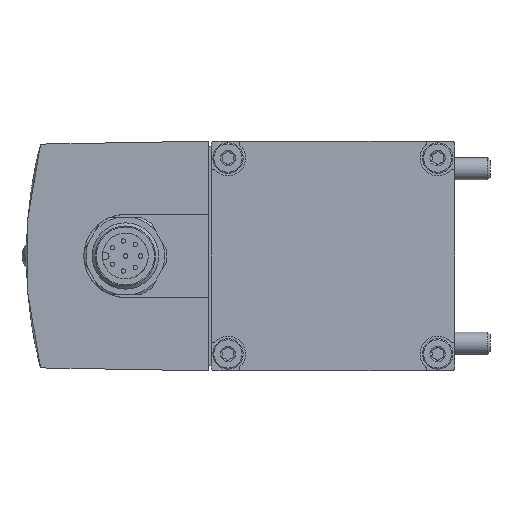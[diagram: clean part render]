
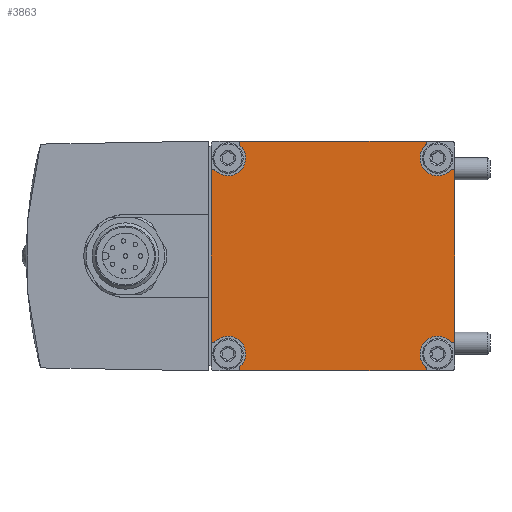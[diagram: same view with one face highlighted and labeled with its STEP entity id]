
A CAD part, left-side view. The second image highlights one B-rep face of the part: STEP entity #3863.
In plain terms, the highlighted planar face has unit normal (-1, 0, 0).
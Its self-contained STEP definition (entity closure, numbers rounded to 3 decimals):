
#257=CIRCLE('',#4176,0.4);
#258=CIRCLE('',#4177,3.2);
#259=CIRCLE('',#4178,0.4);
#260=CIRCLE('',#4179,0.4);
#261=CIRCLE('',#4180,3.2);
#262=CIRCLE('',#4181,0.4);
#263=CIRCLE('',#4182,0.4);
#264=CIRCLE('',#4183,3.2);
#265=CIRCLE('',#4184,0.4);
#266=CIRCLE('',#4185,0.4);
#267=CIRCLE('',#4186,3.2);
#268=CIRCLE('',#4187,0.4);
#521=ORIENTED_EDGE('',*,*,#1622,.F.);
#522=ORIENTED_EDGE('',*,*,#1625,.F.);
#523=ORIENTED_EDGE('',*,*,#1626,.T.);
#524=ORIENTED_EDGE('',*,*,#1627,.F.);
#525=ORIENTED_EDGE('',*,*,#1628,.F.);
#526=ORIENTED_EDGE('',*,*,#1629,.F.);
#527=ORIENTED_EDGE('',*,*,#1630,.T.);
#528=ORIENTED_EDGE('',*,*,#1631,.F.);
#529=ORIENTED_EDGE('',*,*,#1632,.F.);
#530=ORIENTED_EDGE('',*,*,#1633,.F.);
#531=ORIENTED_EDGE('',*,*,#1634,.T.);
#532=ORIENTED_EDGE('',*,*,#1635,.F.);
#533=ORIENTED_EDGE('',*,*,#1636,.F.);
#534=ORIENTED_EDGE('',*,*,#1637,.F.);
#535=ORIENTED_EDGE('',*,*,#1638,.T.);
#536=ORIENTED_EDGE('',*,*,#1639,.F.);
#1622=EDGE_CURVE('',#2158,#2159,#2487,.T.);
#1625=EDGE_CURVE('',#2161,#2158,#257,.T.);
#1626=EDGE_CURVE('',#2161,#2162,#258,.T.);
#1627=EDGE_CURVE('',#2163,#2162,#259,.T.);
#1628=EDGE_CURVE('',#2164,#2163,#2490,.T.);
#1629=EDGE_CURVE('',#2165,#2164,#260,.T.);
#1630=EDGE_CURVE('',#2165,#2166,#261,.T.);
#1631=EDGE_CURVE('',#2167,#2166,#262,.T.);
#1632=EDGE_CURVE('',#2168,#2167,#2491,.T.);
#1633=EDGE_CURVE('',#2169,#2168,#263,.T.);
#1634=EDGE_CURVE('',#2169,#2170,#264,.T.);
#1635=EDGE_CURVE('',#2171,#2170,#265,.T.);
#1636=EDGE_CURVE('',#2172,#2171,#2492,.T.);
#1637=EDGE_CURVE('',#2173,#2172,#266,.T.);
#1638=EDGE_CURVE('',#2173,#2174,#267,.T.);
#1639=EDGE_CURVE('',#2159,#2174,#268,.T.);
#2158=VERTEX_POINT('',#6144);
#2159=VERTEX_POINT('',#6146);
#2161=VERTEX_POINT('',#6152);
#2162=VERTEX_POINT('',#6154);
#2163=VERTEX_POINT('',#6156);
#2164=VERTEX_POINT('',#6158);
#2165=VERTEX_POINT('',#6160);
#2166=VERTEX_POINT('',#6162);
#2167=VERTEX_POINT('',#6164);
#2168=VERTEX_POINT('',#6166);
#2169=VERTEX_POINT('',#6168);
#2170=VERTEX_POINT('',#6170);
#2171=VERTEX_POINT('',#6172);
#2172=VERTEX_POINT('',#6174);
#2173=VERTEX_POINT('',#6176);
#2174=VERTEX_POINT('',#6178);
#2487=LINE('',#6145,#2768);
#2490=LINE('',#6157,#2771);
#2491=LINE('',#6165,#2772);
#2492=LINE('',#6173,#2773);
#2768=VECTOR('',#4742,1000.);
#2771=VECTOR('',#4753,1000.);
#2772=VECTOR('',#4760,1000.);
#2773=VECTOR('',#4767,1000.);
#3058=EDGE_LOOP('',(#521,#522,#523,#524,#525,#526,#527,#528,#529,#530,#531,
#532,#533,#534,#535,#536));
#3405=FACE_BOUND('',#3058,.T.);
#3723=PLANE('',#4175);
#3863=ADVANCED_FACE('',(#3405),#3723,.F.);
#4175=AXIS2_PLACEMENT_3D('',#6150,#4745,#4746);
#4176=AXIS2_PLACEMENT_3D('',#6151,#4747,#4748);
#4177=AXIS2_PLACEMENT_3D('',#6153,#4749,#4750);
#4178=AXIS2_PLACEMENT_3D('',#6155,#4751,#4752);
#4179=AXIS2_PLACEMENT_3D('',#6159,#4754,#4755);
#4180=AXIS2_PLACEMENT_3D('',#6161,#4756,#4757);
#4181=AXIS2_PLACEMENT_3D('',#6163,#4758,#4759);
#4182=AXIS2_PLACEMENT_3D('',#6167,#4761,#4762);
#4183=AXIS2_PLACEMENT_3D('',#6169,#4763,#4764);
#4184=AXIS2_PLACEMENT_3D('',#6171,#4765,#4766);
#4185=AXIS2_PLACEMENT_3D('',#6175,#4768,#4769);
#4186=AXIS2_PLACEMENT_3D('',#6177,#4770,#4771);
#4187=AXIS2_PLACEMENT_3D('',#6179,#4772,#4773);
#4742=DIRECTION('',(0.,0.,1.));
#4745=DIRECTION('',(1.,0.,0.));
#4746=DIRECTION('',(0.,0.,-1.));
#4747=DIRECTION('',(1.,0.,0.));
#4748=DIRECTION('',(0.,0.,-1.));
#4749=DIRECTION('',(1.,0.,0.));
#4750=DIRECTION('',(0.,0.,-1.));
#4751=DIRECTION('',(1.,0.,0.));
#4752=DIRECTION('',(0.,0.,-1.));
#4753=DIRECTION('',(0.,1.,0.));
#4754=DIRECTION('',(1.,0.,0.));
#4755=DIRECTION('',(0.,0.,-1.));
#4756=DIRECTION('',(1.,0.,0.));
#4757=DIRECTION('',(0.,0.,-1.));
#4758=DIRECTION('',(1.,0.,0.));
#4759=DIRECTION('',(0.,0.,-1.));
#4760=DIRECTION('',(0.,0.,-1.));
#4761=DIRECTION('',(1.,0.,0.));
#4762=DIRECTION('',(0.,0.,-1.));
#4763=DIRECTION('',(1.,0.,0.));
#4764=DIRECTION('',(0.,0.,-1.));
#4765=DIRECTION('',(1.,0.,0.));
#4766=DIRECTION('',(0.,0.,-1.));
#4767=DIRECTION('',(0.,-1.,0.));
#4768=DIRECTION('',(1.,0.,0.));
#4769=DIRECTION('',(0.,0.,-1.));
#4770=DIRECTION('',(1.,0.,0.));
#4771=DIRECTION('',(0.,0.,-1.));
#4772=DIRECTION('',(1.,0.,0.));
#4773=DIRECTION('',(0.,0.,-1.));
#6144=CARTESIAN_POINT('',(-110.4,44.,-15.263));
#6145=CARTESIAN_POINT('',(-110.4,44.,-20.25));
#6146=CARTESIAN_POINT('',(-110.4,44.,15.263));
#6150=CARTESIAN_POINT('',(-110.4,43.5,20.25));
#6151=CARTESIAN_POINT('',(-110.4,43.6,-15.263));
#6152=CARTESIAN_POINT('',(-110.4,43.306,-15.534));
#6153=CARTESIAN_POINT('',(-110.4,40.95,-17.7));
#6154=CARTESIAN_POINT('',(-110.4,38.784,-20.056));
#6155=CARTESIAN_POINT('',(-110.4,38.513,-20.35));
#6156=CARTESIAN_POINT('',(-110.4,38.513,-20.75));
#6157=CARTESIAN_POINT('',(-110.4,0.5,-20.75));
#6158=CARTESIAN_POINT('',(-110.4,5.487,-20.75));
#6159=CARTESIAN_POINT('',(-110.4,5.487,-20.35));
#6160=CARTESIAN_POINT('',(-110.4,5.216,-20.056));
#6161=CARTESIAN_POINT('',(-110.4,3.05,-17.7));
#6162=CARTESIAN_POINT('',(-110.4,0.694,-15.534));
#6163=CARTESIAN_POINT('',(-110.4,0.4,-15.263));
#6164=CARTESIAN_POINT('',(-110.4,0.,-15.263));
#6165=CARTESIAN_POINT('',(-110.4,0.,20.25));
#6166=CARTESIAN_POINT('',(-110.4,0.,15.263));
#6167=CARTESIAN_POINT('',(-110.4,0.4,15.263));
#6168=CARTESIAN_POINT('',(-110.4,0.694,15.534));
#6169=CARTESIAN_POINT('',(-110.4,3.05,17.7));
#6170=CARTESIAN_POINT('',(-110.4,5.216,20.056));
#6171=CARTESIAN_POINT('',(-110.4,5.487,20.35));
#6172=CARTESIAN_POINT('',(-110.4,5.487,20.75));
#6173=CARTESIAN_POINT('',(-110.4,43.5,20.75));
#6174=CARTESIAN_POINT('',(-110.4,38.513,20.75));
#6175=CARTESIAN_POINT('',(-110.4,38.513,20.35));
#6176=CARTESIAN_POINT('',(-110.4,38.784,20.056));
#6177=CARTESIAN_POINT('',(-110.4,40.95,17.7));
#6178=CARTESIAN_POINT('',(-110.4,43.306,15.534));
#6179=CARTESIAN_POINT('',(-110.4,43.6,15.263));
